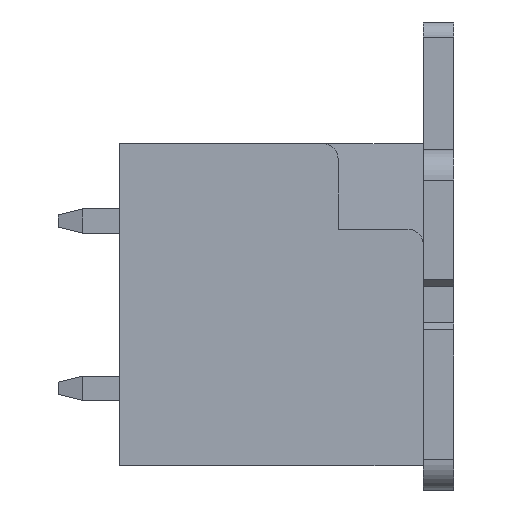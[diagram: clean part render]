
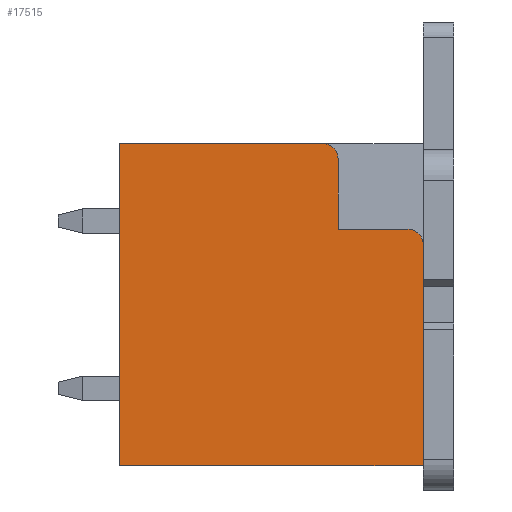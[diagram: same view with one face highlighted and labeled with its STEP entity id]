
A CAD part, left-side view. The second image highlights one B-rep face of the part: STEP entity #17515.
In plain terms, the highlighted planar face has unit normal (-1, 0, 0).
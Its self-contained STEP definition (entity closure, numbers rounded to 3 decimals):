
#871=CIRCLE('',#18926,0.5);
#872=CIRCLE('',#18927,0.5);
#4807=ORIENTED_EDGE('',*,*,#7650,.F.);
#4808=ORIENTED_EDGE('',*,*,#7857,.T.);
#4809=ORIENTED_EDGE('',*,*,#7858,.T.);
#4810=ORIENTED_EDGE('',*,*,#7859,.T.);
#4811=ORIENTED_EDGE('',*,*,#7860,.T.);
#4812=ORIENTED_EDGE('',*,*,#6005,.F.);
#4813=ORIENTED_EDGE('',*,*,#6072,.F.);
#4814=ORIENTED_EDGE('',*,*,#5904,.F.);
#5904=EDGE_CURVE('',#8362,#8363,#9943,.T.);
#6005=EDGE_CURVE('',#8462,#8463,#10041,.T.);
#6072=EDGE_CURVE('',#8363,#8462,#10103,.T.);
#7650=EDGE_CURVE('',#9533,#8362,#11320,.T.);
#7857=EDGE_CURVE('',#9533,#9627,#871,.F.);
#7858=EDGE_CURVE('',#9627,#9628,#11490,.T.);
#7859=EDGE_CURVE('',#9628,#9629,#11491,.T.);
#7860=EDGE_CURVE('',#9629,#8463,#872,.F.);
#8362=VERTEX_POINT('',#24225);
#8363=VERTEX_POINT('',#24227);
#8462=VERTEX_POINT('',#24427);
#8463=VERTEX_POINT('',#24429);
#9533=VERTEX_POINT('',#27835);
#9627=VERTEX_POINT('',#28264);
#9628=VERTEX_POINT('',#28266);
#9629=VERTEX_POINT('',#28268);
#9943=LINE('',#24226,#11913);
#10041=LINE('',#24428,#12011);
#10103=LINE('',#24563,#12073);
#11320=LINE('',#27836,#13290);
#11490=LINE('',#28265,#13460);
#11491=LINE('',#28267,#13461);
#11913=VECTOR('',#19303,1000.);
#12011=VECTOR('',#19409,1000.);
#12073=VECTOR('',#19509,1000.);
#13290=VECTOR('',#22660,1000.);
#13460=VECTOR('',#23144,1000.);
#13461=VECTOR('',#23145,1000.);
#14734=EDGE_LOOP('',(#4807,#4808,#4809,#4810,#4811,#4812,#4813,#4814));
#15863=FACE_BOUND('',#14734,.T.);
#16588=PLANE('',#18925);
#17515=ADVANCED_FACE('',(#15863),#16588,.F.);
#18925=AXIS2_PLACEMENT_3D('',#28262,#23140,#23141);
#18926=AXIS2_PLACEMENT_3D('',#28263,#23142,#23143);
#18927=AXIS2_PLACEMENT_3D('',#28269,#23146,#23147);
#19303=DIRECTION('',(0.,1.,0.));
#19409=DIRECTION('',(0.,-1.,0.));
#19509=DIRECTION('',(0.,0.,1.));
#22660=DIRECTION('',(0.,0.,-1.));
#23140=DIRECTION('',(1.,0.,0.));
#23141=DIRECTION('',(0.,0.,-1.));
#23142=DIRECTION('',(1.,0.,0.));
#23143=DIRECTION('',(0.,0.,-1.));
#23144=DIRECTION('',(0.,1.,0.));
#23145=DIRECTION('',(0.,0.,1.));
#23146=DIRECTION('',(1.,0.,0.));
#23147=DIRECTION('',(0.,0.,-1.));
#24225=CARTESIAN_POINT('',(-21.,-5.,-5.3));
#24226=CARTESIAN_POINT('',(-21.,-5.,-5.3));
#24227=CARTESIAN_POINT('',(-21.,5.,-5.3));
#24427=CARTESIAN_POINT('',(-21.,5.,5.3));
#24428=CARTESIAN_POINT('',(-21.,5.,5.3));
#24429=CARTESIAN_POINT('',(-21.,-1.7,5.3));
#24563=CARTESIAN_POINT('',(-21.,5.,-5.3));
#27835=CARTESIAN_POINT('',(-21.,-5.,1.98));
#27836=CARTESIAN_POINT('',(-21.,-5.,5.3));
#28262=CARTESIAN_POINT('',(-21.,0.,0.));
#28263=CARTESIAN_POINT('',(-21.,-4.5,1.98));
#28264=CARTESIAN_POINT('',(-21.,-4.5,2.48));
#28265=CARTESIAN_POINT('',(-21.,-5.,2.48));
#28266=CARTESIAN_POINT('',(-21.,-2.2,2.48));
#28267=CARTESIAN_POINT('',(-21.,-2.2,2.48));
#28268=CARTESIAN_POINT('',(-21.,-2.2,4.8));
#28269=CARTESIAN_POINT('',(-21.,-1.7,4.8));
